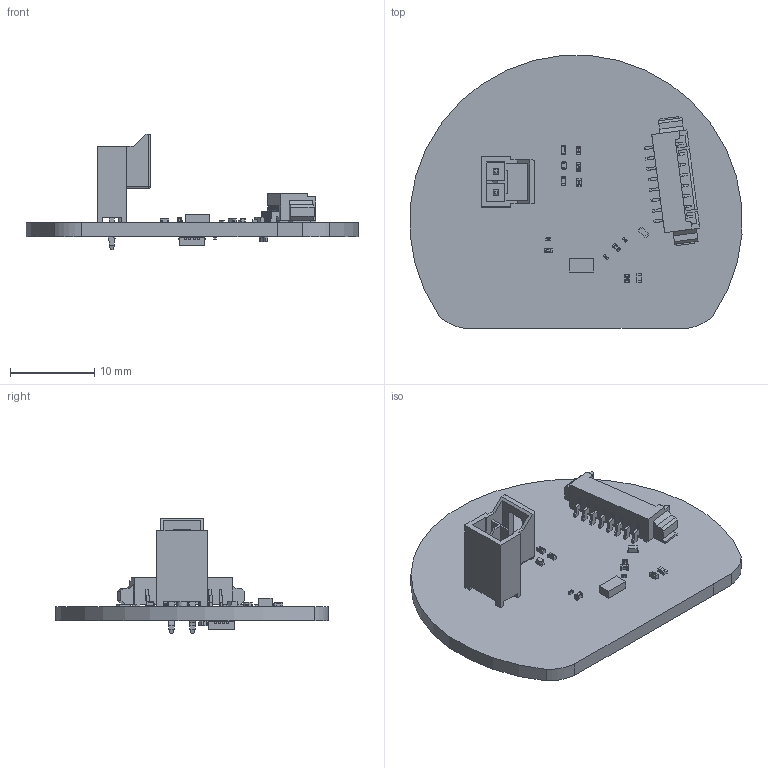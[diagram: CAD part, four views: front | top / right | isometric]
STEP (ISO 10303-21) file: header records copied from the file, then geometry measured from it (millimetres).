
FILE_DESCRIPTION(('Open CASCADE Model'),'2;1');
FILE_NAME('Open CASCADE Shape Model','2024-05-07T15:59:46',('Author'),( 'Open CASCADE'),'Open CASCADE STEP processor 7.5','Open CASCADE 7.5' ,'Unknown');
FILE_SCHEMA(('AUTOMOTIVE_DESIGN { 1 0 10303 214 1 1 1 1 }'));
Length unit declared in the file: millimetre
Products named in the file (75): PCB; Board; Open CASCADE STEP translator 7.5 16.1.1; R1; 6978257344; Extruded; 6978259264; C4; Cap_Kemet_C0402C562J5RACTU_eec; body; terminals; value; R4; Res_Panasonic_ERJ-2RKF10R0X_eec; Panasonic ERJ-2RKF26R7X 1 - Copy; Panasonic ERJ-2RKF26R7X 1 - Copy (2); Panasonic ERJ-2RKF26R7X 1; Panasonic ss; R3; R2; D4; Diode_QT_Brightek_QBLP595-IB_eec; pad; Topcover; mark; D3; Diode_Kingbright_APHHS1005SURCK_eec; base; lens; cathode mark; logo; D2; Diode_Rohm_SML-P11DTT86R_eec; 1; 2; 3; 4; 5; C6; Cap_Samsung_CL03C7R5CA3GNNC_eec ...
Assembly tree (83 placements, depth 4):
  PCB
    Board
      Open CASCADE STEP translator 7.5 16.1.1
    R1
      6978257344  x2
        Extruded
      6978259264
        Extruded
    C4
      Cap_Kemet_C0402C562J5RACTU_eec
        body
        terminals
        value
    R4
      Res_Panasonic_ERJ-2RKF10R0X_eec
        Panasonic ERJ-2RKF26R7X 1 - Copy
        Panasonic ERJ-2RKF26R7X 1 - Copy (2)
        Panasonic ERJ-2RKF26R7X 1
        Panasonic ss
    R3
      Res_Panasonic_ERJ-2RKF10R0X_eec
        Panasonic ERJ-2RKF26R7X 1 - Copy
        Panasonic ERJ-2RKF26R7X 1 - Copy (2)
        Panasonic ERJ-2RKF26R7X 1
        Panasonic ss
    R2
      Res_Panasonic_ERJ-2RKF10R0X_eec
        Panasonic ERJ-2RKF26R7X 1 - Copy
        Panasonic ERJ-2RKF26R7X 1 - Copy (2)
        Panasonic ERJ-2RKF26R7X 1
        Panasonic ss
    D4
      Diode_QT_Brightek_QBLP595-IB_eec
        body
        pad  x2
        Topcover
        mark
    D3
      Diode_Kingbright_APHHS1005SURCK_eec
        base
        terminals
        lens
        cathode mark
        logo
    D2
      Diode_Rohm_SML-P11DTT86R_eec
        1
        2
        3
        4
        5
    C6
      Cap_Samsung_CL03C7R5CA3GNNC_eec
        body
        side  x2
        Samsung logo
    D1
      8726212144
        Body
        Pins
Bounding box: 39.38 x 32.37 x 13.71 mm (x, y, z)
Volume: 2053.1 mm3; surface area: 3274.4 mm2
Topology: 145 solids, 145 shells, 3005 faces, 7640 edges, 4955 vertices
Faces by surface type: plane 1724, bspline 814, cylinder 338, sphere 117, torus 10, cone 2
Entity records: 57673 total; most frequent: CARTESIAN_POINT 13852, ORIENTED_EDGE 8958, DIRECTION 7343, EDGE_CURVE 4479, LINE 3455, VECTOR 3455, VERTEX_POINT 2909, AXIS2_PLACEMENT_3D 1944
